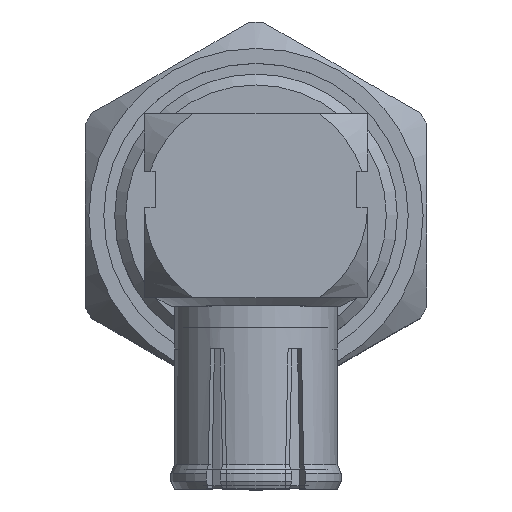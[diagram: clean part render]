
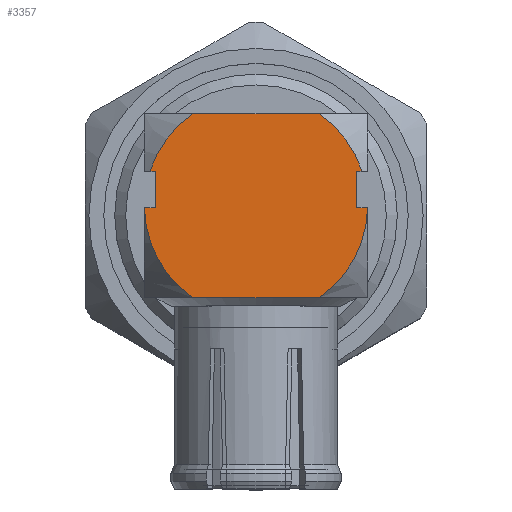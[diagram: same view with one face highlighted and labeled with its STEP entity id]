
A CAD part, top view. The second image highlights one B-rep face of the part: STEP entity #3357.
In plain terms, the highlighted face is planar.
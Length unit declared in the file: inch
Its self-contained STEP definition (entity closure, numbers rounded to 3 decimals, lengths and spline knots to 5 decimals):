
#109 = DIRECTION ( 'NONE',  ( 0., 0., 1. ) ) ;
#201 = CARTESIAN_POINT ( 'NONE',  ( -0.1056, 0.1634, 0.102 ) ) ;
#230 = DIRECTION ( 'NONE',  ( 0., 0., 1. ) ) ;
#336 = VERTEX_POINT ( 'NONE', #3034 ) ;
#411 = PLANE ( 'NONE',  #7949 ) ;
#631 = ORIENTED_EDGE ( 'NONE', *, *, #6639, .F. ) ;
#686 = CARTESIAN_POINT ( 'NONE',  ( -0.1056, 0.0813, 0.05786 ) ) ;
#765 = EDGE_CURVE ( 'NONE', #11802, #3824, #7295, .T. ) ;
#1087 = EDGE_CURVE ( 'NONE', #336, #3824, #12560, .T. ) ;
#1307 = LINE ( 'NONE', #13099, #13334 ) ;
#1332 = LINE ( 'NONE', #10248, #10395 ) ;
#1382 = LINE ( 'NONE', #8780, #8958 ) ;
#1498 = VERTEX_POINT ( 'NONE', #9249 ) ;
#1575 = DIRECTION ( 'NONE',  ( 1., 0., 0. ) ) ;
#2000 = ORIENTED_EDGE ( 'NONE', *, *, #7652, .T. ) ;
#2074 = CARTESIAN_POINT ( 'NONE',  ( -0.1056, 0.2493, 0.05786 ) ) ;
#2163 = EDGE_CURVE ( 'NONE', #13522, #4747, #10286, .T. ) ;
#2385 = DIRECTION ( 'NONE',  ( 0., 0., -1. ) ) ;
#2398 = EDGE_CURVE ( 'NONE', #4420, #11802, #7038, .T. ) ;
#2530 = VECTOR ( 'NONE', #10838, 39.37008 ) ;
#2589 = ORIENTED_EDGE ( 'NONE', *, *, #1087, .F. ) ;
#2699 = AXIS2_PLACEMENT_3D ( 'NONE', #6757, #5688, #230 ) ;
#2754 = CARTESIAN_POINT ( 'NONE',  ( -0.1056, 0.1968, 0.092 ) ) ;
#2788 = CARTESIAN_POINT ( 'NONE',  ( -0.1056, 0.0813, 0.092 ) ) ;
#2805 = ORIENTED_EDGE ( 'NONE', *, *, #9024, .F. ) ;
#2871 = CARTESIAN_POINT ( 'NONE',  ( -0.10559, 0.1634, 0.10199 ) ) ;
#2971 = DIRECTION ( 'NONE',  ( 1., 0., 0. ) ) ;
#2994 = LINE ( 'NONE', #6432, #2530 ) ;
#3034 = CARTESIAN_POINT ( 'NONE',  ( -0.1056, 0.1968, -0.09701 ) ) ;
#3175 = CARTESIAN_POINT ( 'NONE',  ( -0.1056, 0.1653, 0. ) ) ;
#3185 = DIRECTION ( 'NONE',  ( 1., 0., 0. ) ) ;
#3205 = VECTOR ( 'NONE', #7154, 39.37008 ) ;
#3357 = ADVANCED_FACE ( 'NONE', ( #11364 ), #411, .F. ) ;
#3484 = LINE ( 'NONE', #4781, #9917 ) ;
#3506 = DIRECTION ( 'NONE',  ( 0., 0., -1. ) ) ;
#3590 = EDGE_LOOP ( 'NONE', ( #7023, #12728, #11717, #631, #2805, #8428, #4810, #9596, #2000, #9521, #10742, #2589 ) ) ;
#3743 = VECTOR ( 'NONE', #3506, 39.37008 ) ;
#3782 = CARTESIAN_POINT ( 'NONE',  ( -0.1056, 0.0813, 0.102 ) ) ;
#3824 = VERTEX_POINT ( 'NONE', #10302 ) ;
#4081 = AXIS2_PLACEMENT_3D ( 'NONE', #6483, #3185, #12971 ) ;
#4420 = VERTEX_POINT ( 'NONE', #9955 ) ;
#4747 = VERTEX_POINT ( 'NONE', #686 ) ;
#4750 = AXIS2_PLACEMENT_3D ( 'NONE', #14167, #5264, #13033 ) ;
#4781 = CARTESIAN_POINT ( 'NONE',  ( -0.1056, 0.1968, 0.102 ) ) ;
#4810 = ORIENTED_EDGE ( 'NONE', *, *, #14176, .T. ) ;
#5264 = DIRECTION ( 'NONE',  ( 1., 0., 0. ) ) ;
#5684 = DIRECTION ( 'NONE',  ( 0., 0., 1. ) ) ;
#5688 = DIRECTION ( 'NONE',  ( -1., 0., 0. ) ) ;
#6432 = CARTESIAN_POINT ( 'NONE',  ( -0.1056, 0.0813, 0.102 ) ) ;
#6483 = CARTESIAN_POINT ( 'NONE',  ( -0.1056, 0.1653, 0. ) ) ;
#6639 = EDGE_CURVE ( 'NONE', #1498, #9261, #12778, .T. ) ;
#6757 = CARTESIAN_POINT ( 'NONE',  ( -0.1056, 0.1653, 0. ) ) ;
#7023 = ORIENTED_EDGE ( 'NONE', *, *, #10157, .F. ) ;
#7031 = VECTOR ( 'NONE', #9391, 39.37008 ) ;
#7038 = CIRCLE ( 'NONE', #2699, 0.102 ) ;
#7154 = DIRECTION ( 'NONE',  ( 0., 1., 0. ) ) ;
#7295 = LINE ( 'NONE', #13631, #7031 ) ;
#7652 = EDGE_CURVE ( 'NONE', #11347, #4420, #3484, .T. ) ;
#7664 = EDGE_CURVE ( 'NONE', #12553, #10044, #1332, .T. ) ;
#7949 = AXIS2_PLACEMENT_3D ( 'NONE', #3782, #1575, #10682 ) ;
#7968 = LINE ( 'NONE', #201, #3743 ) ;
#8240 = LINE ( 'NONE', #2788, #3205 ) ;
#8428 = ORIENTED_EDGE ( 'NONE', *, *, #2163, .F. ) ;
#8651 = VERTEX_POINT ( 'NONE', #9893 ) ;
#8731 = CARTESIAN_POINT ( 'NONE',  ( -0.10559, 0.1634, -0.10199 ) ) ;
#8780 = CARTESIAN_POINT ( 'NONE',  ( -0.1056, 0.1968, 0.102 ) ) ;
#8841 = EDGE_CURVE ( 'NONE', #8651, #11347, #8240, .T. ) ;
#8958 = VECTOR ( 'NONE', #2385, 39.37008 ) ;
#9024 = EDGE_CURVE ( 'NONE', #4747, #1498, #2994, .T. ) ;
#9102 = DIRECTION ( 'NONE',  ( 0., -1., 0. ) ) ;
#9249 = CARTESIAN_POINT ( 'NONE',  ( -0.1056, 0.0813, -0.05786 ) ) ;
#9261 = VERTEX_POINT ( 'NONE', #8731 ) ;
#9391 = DIRECTION ( 'NONE',  ( 0., 0., -1. ) ) ;
#9521 = ORIENTED_EDGE ( 'NONE', *, *, #2398, .T. ) ;
#9596 = ORIENTED_EDGE ( 'NONE', *, *, #8841, .T. ) ;
#9893 = CARTESIAN_POINT ( 'NONE',  ( -0.1056, 0.1634, 0.092 ) ) ;
#9917 = VECTOR ( 'NONE', #109, 39.37008 ) ;
#9955 = CARTESIAN_POINT ( 'NONE',  ( -0.1056, 0.1968, 0.09701 ) ) ;
#10044 = VERTEX_POINT ( 'NONE', #12836 ) ;
#10157 = EDGE_CURVE ( 'NONE', #12553, #336, #1382, .T. ) ;
#10244 = AXIS2_PLACEMENT_3D ( 'NONE', #3175, #2971, #11755 ) ;
#10248 = CARTESIAN_POINT ( 'NONE',  ( -0.1056, 0.0813, -0.092 ) ) ;
#10286 = CIRCLE ( 'NONE', #4081, 0.102 ) ;
#10302 = CARTESIAN_POINT ( 'NONE',  ( -0.1056, 0.2493, -0.05786 ) ) ;
#10395 = VECTOR ( 'NONE', #9102, 39.37008 ) ;
#10682 = DIRECTION ( 'NONE',  ( 0., 0., -1. ) ) ;
#10742 = ORIENTED_EDGE ( 'NONE', *, *, #765, .T. ) ;
#10838 = DIRECTION ( 'NONE',  ( 0., 0., -1. ) ) ;
#11347 = VERTEX_POINT ( 'NONE', #2754 ) ;
#11364 = FACE_OUTER_BOUND ( 'NONE', #3590, .T. ) ;
#11717 = ORIENTED_EDGE ( 'NONE', *, *, #12094, .F. ) ;
#11755 = DIRECTION ( 'NONE',  ( 0., 0., -1. ) ) ;
#11802 = VERTEX_POINT ( 'NONE', #2074 ) ;
#12094 = EDGE_CURVE ( 'NONE', #9261, #10044, #1307, .T. ) ;
#12553 = VERTEX_POINT ( 'NONE', #13648 ) ;
#12560 = CIRCLE ( 'NONE', #4750, 0.102 ) ;
#12728 = ORIENTED_EDGE ( 'NONE', *, *, #7664, .T. ) ;
#12778 = CIRCLE ( 'NONE', #10244, 0.102 ) ;
#12836 = CARTESIAN_POINT ( 'NONE',  ( -0.1056, 0.1634, -0.092 ) ) ;
#12971 = DIRECTION ( 'NONE',  ( 0., 0., -1. ) ) ;
#13033 = DIRECTION ( 'NONE',  ( 0., 0., -1. ) ) ;
#13099 = CARTESIAN_POINT ( 'NONE',  ( -0.1056, 0.1634, 0.102 ) ) ;
#13334 = VECTOR ( 'NONE', #5684, 39.37008 ) ;
#13522 = VERTEX_POINT ( 'NONE', #2871 ) ;
#13631 = CARTESIAN_POINT ( 'NONE',  ( -0.1056, 0.2493, 0.102 ) ) ;
#13648 = CARTESIAN_POINT ( 'NONE',  ( -0.1056, 0.1968, -0.092 ) ) ;
#14167 = CARTESIAN_POINT ( 'NONE',  ( -0.1056, 0.1653, 0. ) ) ;
#14176 = EDGE_CURVE ( 'NONE', #13522, #8651, #7968, .T. ) ;
